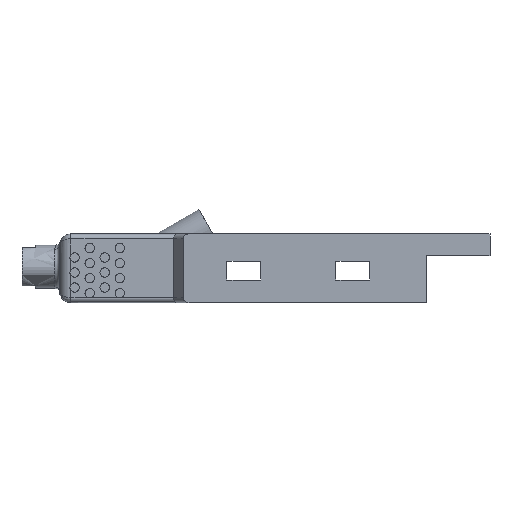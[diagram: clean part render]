
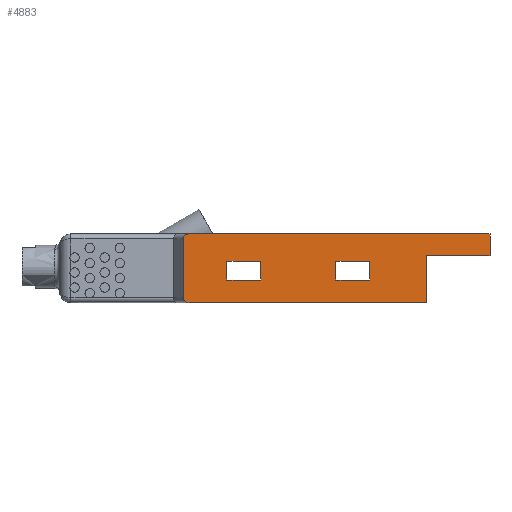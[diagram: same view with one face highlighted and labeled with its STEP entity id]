
A CAD part, front view. The second image highlights one B-rep face of the part: STEP entity #4883.
In plain terms, the highlighted planar face has unit normal (0, -1, 0).
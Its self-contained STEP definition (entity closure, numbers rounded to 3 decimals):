
#131=FACE_BOUND('',#1577,.T.);
#132=FACE_BOUND('',#1578,.T.);
#162=PLANE('',#5283);
#294=ELLIPSE('',#5281,0.307,0.25);
#295=ELLIPSE('',#5284,0.307,0.25);
#391=LINE('',#8321,#740);
#434=LINE('',#8773,#783);
#462=LINE('',#8921,#811);
#463=LINE('',#8924,#812);
#464=LINE('',#8926,#813);
#465=LINE('',#8927,#814);
#466=LINE('',#8930,#815);
#467=LINE('',#8932,#816);
#468=LINE('',#8934,#817);
#469=LINE('',#8935,#818);
#470=LINE('',#8938,#819);
#471=LINE('',#8940,#820);
#472=LINE('',#8942,#821);
#473=LINE('',#8943,#822);
#740=VECTOR('',#5696,10.);
#783=VECTOR('',#5911,10.);
#811=VECTOR('',#6073,10.);
#812=VECTOR('',#6076,10.);
#813=VECTOR('',#6077,10.);
#814=VECTOR('',#6078,10.);
#815=VECTOR('',#6079,10.);
#816=VECTOR('',#6080,10.);
#817=VECTOR('',#6081,10.);
#818=VECTOR('',#6082,10.);
#819=VECTOR('',#6083,10.);
#820=VECTOR('',#6084,10.);
#821=VECTOR('',#6085,10.);
#822=VECTOR('',#6086,10.);
#1212=FACE_OUTER_BOUND('',#1576,.T.);
#1576=EDGE_LOOP('',(#3964,#3965,#3966,#3967,#3968,#3969,#3970,#3971));
#1577=EDGE_LOOP('',(#3972,#3973,#3974,#3975));
#1578=EDGE_LOOP('',(#3976,#3977,#3978,#3979));
#2256=VERTEX_POINT('',#8318);
#2257=VERTEX_POINT('',#8320);
#2360=VERTEX_POINT('',#8770);
#2361=VERTEX_POINT('',#8772);
#2413=VERTEX_POINT('',#8915);
#2414=VERTEX_POINT('',#8920);
#2415=VERTEX_POINT('',#8923);
#2416=VERTEX_POINT('',#8925);
#2417=VERTEX_POINT('',#8928);
#2418=VERTEX_POINT('',#8929);
#2419=VERTEX_POINT('',#8931);
#2420=VERTEX_POINT('',#8933);
#2421=VERTEX_POINT('',#8936);
#2422=VERTEX_POINT('',#8937);
#2423=VERTEX_POINT('',#8939);
#2424=VERTEX_POINT('',#8941);
#2781=EDGE_CURVE('',#2256,#2257,#391,.T.);
#2915=EDGE_CURVE('',#2361,#2360,#434,.T.);
#2990=EDGE_CURVE('',#2413,#2256,#294,.T.);
#2991=EDGE_CURVE('',#2414,#2413,#462,.F.);
#2992=EDGE_CURVE('',#2361,#2414,#295,.T.);
#2993=EDGE_CURVE('',#2360,#2415,#463,.F.);
#2994=EDGE_CURVE('',#2415,#2416,#464,.T.);
#2995=EDGE_CURVE('',#2416,#2257,#465,.T.);
#2996=EDGE_CURVE('',#2417,#2418,#466,.F.);
#2997=EDGE_CURVE('',#2418,#2419,#467,.F.);
#2998=EDGE_CURVE('',#2419,#2420,#468,.F.);
#2999=EDGE_CURVE('',#2420,#2417,#469,.F.);
#3000=EDGE_CURVE('',#2421,#2422,#470,.F.);
#3001=EDGE_CURVE('',#2422,#2423,#471,.F.);
#3002=EDGE_CURVE('',#2423,#2424,#472,.F.);
#3003=EDGE_CURVE('',#2424,#2421,#473,.F.);
#3964=ORIENTED_EDGE('',*,*,#2990,.F.);
#3965=ORIENTED_EDGE('',*,*,#2991,.F.);
#3966=ORIENTED_EDGE('',*,*,#2992,.F.);
#3967=ORIENTED_EDGE('',*,*,#2915,.T.);
#3968=ORIENTED_EDGE('',*,*,#2993,.T.);
#3969=ORIENTED_EDGE('',*,*,#2994,.T.);
#3970=ORIENTED_EDGE('',*,*,#2995,.T.);
#3971=ORIENTED_EDGE('',*,*,#2781,.F.);
#3972=ORIENTED_EDGE('',*,*,#2996,.T.);
#3973=ORIENTED_EDGE('',*,*,#2997,.T.);
#3974=ORIENTED_EDGE('',*,*,#2998,.T.);
#3975=ORIENTED_EDGE('',*,*,#2999,.T.);
#3976=ORIENTED_EDGE('',*,*,#3000,.T.);
#3977=ORIENTED_EDGE('',*,*,#3001,.T.);
#3978=ORIENTED_EDGE('',*,*,#3002,.T.);
#3979=ORIENTED_EDGE('',*,*,#3003,.T.);
#4883=ADVANCED_FACE('',(#1212,#131,#132),#162,.T.);
#5281=AXIS2_PLACEMENT_3D('',#8917,#6067,#6068);
#5283=AXIS2_PLACEMENT_3D('',#8919,#6071,#6072);
#5284=AXIS2_PLACEMENT_3D('',#8922,#6074,#6075);
#5696=DIRECTION('',(1.,0.,0.));
#5911=DIRECTION('',(1.,0.,0.));
#6067=DIRECTION('center_axis',(0.,1.,0.));
#6068=DIRECTION('ref_axis',(-1.,0.,0.));
#6071=DIRECTION('center_axis',(0.,-1.,0.));
#6072=DIRECTION('ref_axis',(0.,0.,1.));
#6073=DIRECTION('',(0.,0.,-1.));
#6074=DIRECTION('center_axis',(0.,1.,0.));
#6075=DIRECTION('ref_axis',(-1.,0.,0.));
#6076=DIRECTION('',(0.,0.,-1.));
#6077=DIRECTION('',(1.,0.,0.));
#6078=DIRECTION('',(0.,0.,1.));
#6079=DIRECTION('',(0.,0.,-1.));
#6080=DIRECTION('',(-1.,0.,0.));
#6081=DIRECTION('',(0.,0.,1.));
#6082=DIRECTION('',(1.,0.,0.));
#6083=DIRECTION('',(0.,0.,-1.));
#6084=DIRECTION('',(-1.,0.,0.));
#6085=DIRECTION('',(0.,0.,1.));
#6086=DIRECTION('',(1.,0.,0.));
#8318=CARTESIAN_POINT('',(-16.014,-0.637,-0.085));
#8320=CARTESIAN_POINT('',(0.,-0.637,-0.085));
#8321=CARTESIAN_POINT('',(-7.5,-0.637,-0.085));
#8770=CARTESIAN_POINT('',(-3.4,-0.637,-3.735));
#8772=CARTESIAN_POINT('',(-16.014,-0.637,-3.735));
#8773=CARTESIAN_POINT('',(-15.,-0.637,-3.735));
#8915=CARTESIAN_POINT('',(-16.321,-0.637,-0.335));
#8917=CARTESIAN_POINT('Origin',(-16.014,-0.637,-0.335));
#8919=CARTESIAN_POINT('Origin',(-15.,-0.637,-3.735));
#8920=CARTESIAN_POINT('',(-16.321,-0.637,-3.485));
#8921=CARTESIAN_POINT('',(-16.321,-0.637,-3.735));
#8922=CARTESIAN_POINT('Origin',(-16.014,-0.637,-3.485));
#8923=CARTESIAN_POINT('',(-3.4,-0.637,-1.235));
#8924=CARTESIAN_POINT('',(-3.4,-0.637,-2.485));
#8925=CARTESIAN_POINT('',(0.,-0.637,-1.235));
#8926=CARTESIAN_POINT('',(-7.5,-0.637,-1.235));
#8927=CARTESIAN_POINT('',(0.,-0.637,-2.26));
#8928=CARTESIAN_POINT('',(-14.,-0.637,-2.535));
#8929=CARTESIAN_POINT('',(-14.,-0.637,-1.535));
#8930=CARTESIAN_POINT('',(-14.,-0.637,-2.635));
#8931=CARTESIAN_POINT('',(-12.2,-0.637,-1.535));
#8932=CARTESIAN_POINT('',(-13.6,-0.637,-1.535));
#8933=CARTESIAN_POINT('',(-12.2,-0.637,-2.535));
#8934=CARTESIAN_POINT('',(-12.2,-0.637,-3.135));
#8935=CARTESIAN_POINT('',(-14.5,-0.637,-2.535));
#8936=CARTESIAN_POINT('',(-8.2,-0.637,-2.535));
#8937=CARTESIAN_POINT('',(-8.2,-0.637,-1.535));
#8938=CARTESIAN_POINT('',(-8.2,-0.637,-2.635));
#8939=CARTESIAN_POINT('',(-6.4,-0.637,-1.535));
#8940=CARTESIAN_POINT('',(-10.7,-0.637,-1.535));
#8941=CARTESIAN_POINT('',(-6.4,-0.637,-2.535));
#8942=CARTESIAN_POINT('',(-6.4,-0.637,-3.135));
#8943=CARTESIAN_POINT('',(-11.6,-0.637,-2.535));
